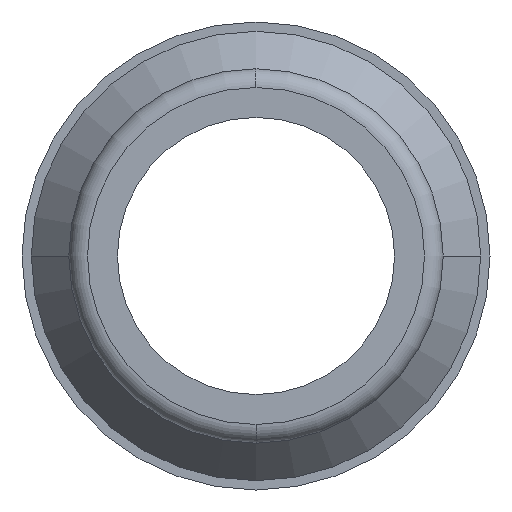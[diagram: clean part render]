
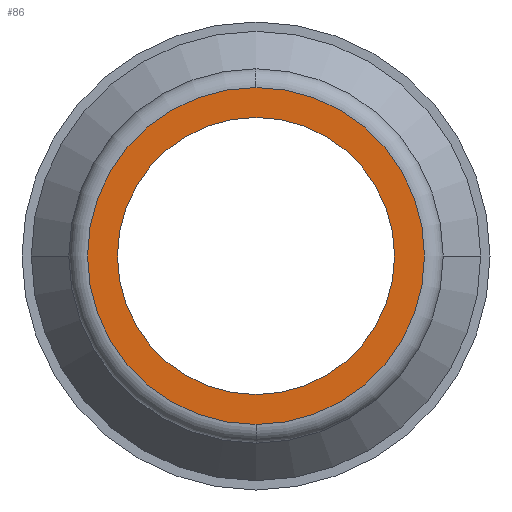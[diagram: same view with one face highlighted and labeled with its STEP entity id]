
A CAD part, front view. The second image highlights one B-rep face of the part: STEP entity #86.
In plain terms, the highlighted planar face has unit normal (0, -1, 0).
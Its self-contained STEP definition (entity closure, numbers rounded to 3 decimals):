
#86=ADVANCED_FACE('',(#189,#190),#191,.T.);
#189=FACE_BOUND('',#310,.T.);
#190=FACE_OUTER_BOUND('',#311,.T.);
#191=PLANE('',#312);
#310=EDGE_LOOP('',(#501,#502));
#311=EDGE_LOOP('',(#503,#504,#505));
#312=AXIS2_PLACEMENT_3D('',#506,#507,#508);
#501=ORIENTED_EDGE('',*,*,#759,.T.);
#502=ORIENTED_EDGE('',*,*,#760,.T.);
#503=ORIENTED_EDGE('',*,*,#743,.F.);
#504=ORIENTED_EDGE('',*,*,#742,.F.);
#505=ORIENTED_EDGE('',*,*,#761,.F.);
#506=CARTESIAN_POINT('',(2.25,0.0,0.0));
#507=DIRECTION('',(-0.0,-1.0,-0.0));
#508=DIRECTION('',(-1.0,0.0,0.0));
#742=EDGE_CURVE('',#887,#890,#891,.T.);
#743=EDGE_CURVE('',#890,#892,#893,.T.);
#759=EDGE_CURVE('',#917,#918,#919,.T.);
#760=EDGE_CURVE('',#918,#917,#920,.T.);
#761=EDGE_CURVE('',#892,#887,#921,.T.);
#887=VERTEX_POINT('',#1069);
#890=VERTEX_POINT('',#1072);
#891=CIRCLE('',#1073,4.5);
#892=VERTEX_POINT('',#1074);
#893=CIRCLE('',#1075,4.5);
#917=VERTEX_POINT('',#1103);
#918=VERTEX_POINT('',#1104);
#919=CIRCLE('',#1105,3.7);
#920=CIRCLE('',#1106,3.7);
#921=CIRCLE('',#1107,4.5);
#1069=CARTESIAN_POINT('',(0.,0.0,4.5));
#1072=CARTESIAN_POINT('',(4.5,0.0,0.0));
#1073=AXIS2_PLACEMENT_3D('',#1273,#1274,#1275);
#1074=CARTESIAN_POINT('',(0.,0.0,-4.5));
#1075=AXIS2_PLACEMENT_3D('',#1276,#1277,#1278);
#1103=CARTESIAN_POINT('',(-3.7,0.0,0.));
#1104=CARTESIAN_POINT('',(3.7,0.0,0.));
#1105=AXIS2_PLACEMENT_3D('',#1304,#1305,#1306);
#1106=AXIS2_PLACEMENT_3D('',#1307,#1308,#1309);
#1107=AXIS2_PLACEMENT_3D('',#1310,#1311,#1312);
#1273=CARTESIAN_POINT('',(0.0,0.0,0.0));
#1274=DIRECTION('',(-0.0,1.0,0.0));
#1275=DIRECTION('',(1.0,0.0,0.0));
#1276=CARTESIAN_POINT('',(0.0,0.0,0.0));
#1277=DIRECTION('',(-0.0,1.0,0.0));
#1278=DIRECTION('',(1.0,0.0,0.0));
#1304=CARTESIAN_POINT('',(0.0,0.0,0.0));
#1305=DIRECTION('',(-0.0,1.0,0.0));
#1306=DIRECTION('',(1.0,0.0,0.0));
#1307=CARTESIAN_POINT('',(0.0,0.0,0.0));
#1308=DIRECTION('',(-0.0,1.0,0.0));
#1309=DIRECTION('',(1.0,0.0,0.0));
#1310=CARTESIAN_POINT('',(0.0,0.0,0.0));
#1311=DIRECTION('',(-0.0,1.0,0.0));
#1312=DIRECTION('',(1.0,0.0,0.0));
